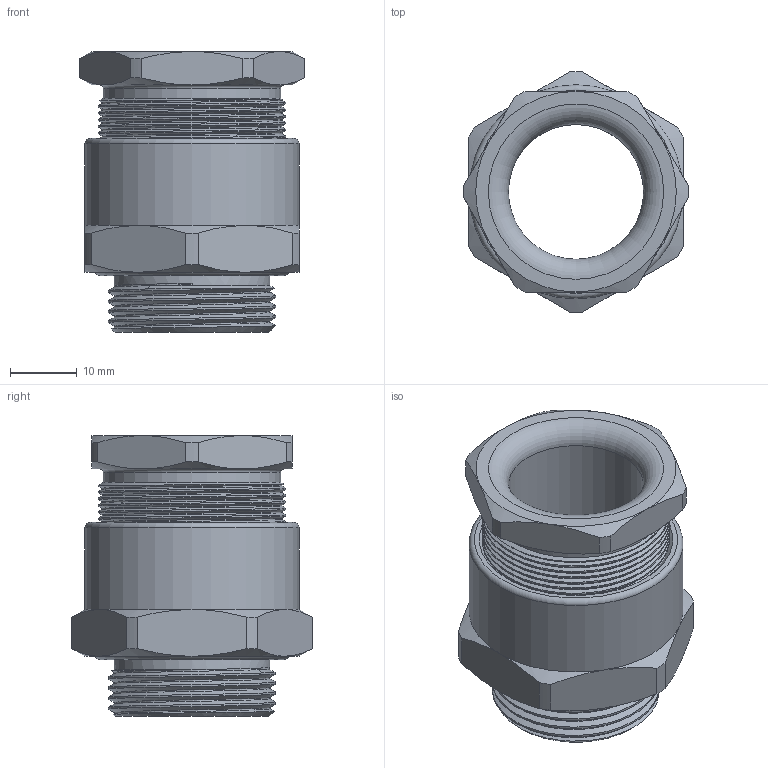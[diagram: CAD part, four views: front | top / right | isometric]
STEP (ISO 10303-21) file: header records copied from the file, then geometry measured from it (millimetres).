
FILE_DESCRIPTION(('HOOPS Exchange Step'),'2;1');
FILE_NAME('m25-d1-9mm-e204-622-conversion.step','2025-03-21T08:05:10+00:00',('root'),('Unknown organisation'),'HOOPS Exchange 2024.3','HOOPS Exchange','Unknown authorisation');
FILE_SCHEMA( ('AP242_MANAGED_MODEL_BASED_3D_ENGINEERING_MIM_LF {1 0 10303 442 1 1 4 }') );
Length unit declared in the file: millimetre
Products named in the file (2): Default; m25-d1-9mm-e204-622-step
Assembly tree (1 placements, depth 2):
  m25-d1-9mm-e204-622-step
    Default
Bounding box: 33.64 x 35.95 x 42 mm (x, y, z)
Volume: 15233.7 mm3; surface area: 14199.4 mm2
Topology: 5 solids, 5 shells, 442 faces, 1174 edges, 775 vertices
Faces by surface type: plane 172, extrusion 141, cylinder 79, cone 36, bspline 7, torus 7
Full cylindrical faces by diameter (mm): 20.2 x2, 20.3 x1, 20.5 x1, 23.3 x1, 25 x3, 25.723 x1, 26.5 x1, 26.8 x2, 27 x23, 28 x22, 32 x1
Entity records: 42875 total; most frequent: CARTESIAN_POINT 32489, ORIENTED_EDGE 2348, DIRECTION 1624, EDGE_CURVE 1174, VERTEX_POINT 775, VECTOR 730, LINE 589, B_SPLINE_CURVE_WITH_KNOTS 489
